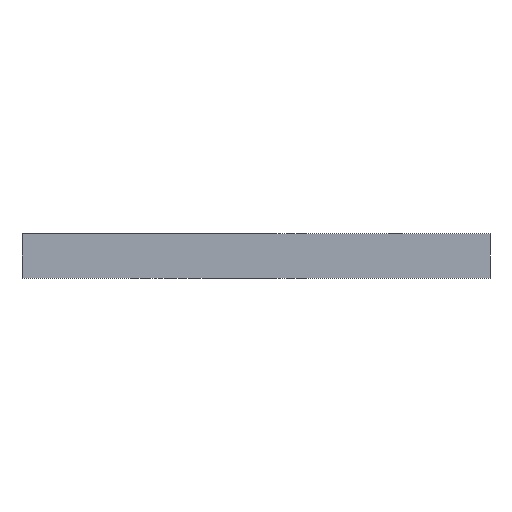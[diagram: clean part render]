
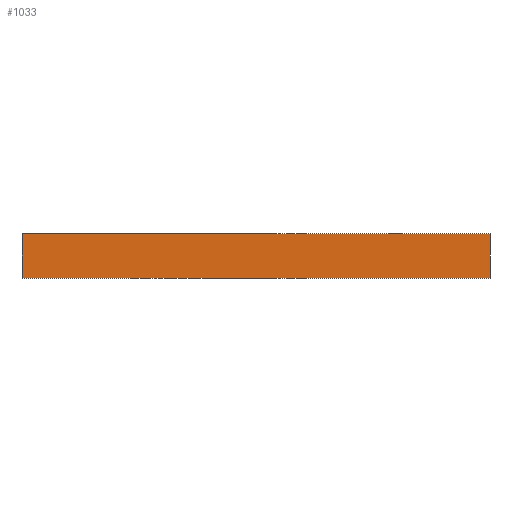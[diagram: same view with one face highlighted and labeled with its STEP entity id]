
A CAD part, left-side view. The second image highlights one B-rep face of the part: STEP entity #1033.
In plain terms, the highlighted planar face has unit normal (-1, 0, 0).
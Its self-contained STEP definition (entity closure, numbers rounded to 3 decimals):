
#52 = VERTEX_POINT ( 'NONE', #699 ) ;
#55 = CARTESIAN_POINT ( 'NONE',  ( -105.375, 0., 0. ) ) ;
#89 = LINE ( 'NONE', #1056, #1120 ) ;
#102 = DIRECTION ( 'NONE',  ( 0., 1., 0. ) ) ;
#178 = DIRECTION ( 'NONE',  ( 0., 0., -1. ) ) ;
#252 = VECTOR ( 'NONE', #178, 1000. ) ;
#263 = VERTEX_POINT ( 'NONE', #540 ) ;
#315 = VECTOR ( 'NONE', #102, 1000. ) ;
#368 = ORIENTED_EDGE ( 'NONE', *, *, #995, .F. ) ;
#389 = VECTOR ( 'NONE', #410, 1000. ) ;
#399 = EDGE_CURVE ( 'NONE', #1172, #890, #89, .T. ) ;
#410 = DIRECTION ( 'NONE',  ( 0., 1., 0. ) ) ;
#511 = AXIS2_PLACEMENT_3D ( 'NONE', #898, #1177, #1001 ) ;
#540 = CARTESIAN_POINT ( 'NONE',  ( -105.375, -40.966, 10. ) ) ;
#556 = LINE ( 'NONE', #1060, #315 ) ;
#601 = ORIENTED_EDGE ( 'NONE', *, *, #1104, .F. ) ;
#699 = CARTESIAN_POINT ( 'NONE',  ( -105.375, -40.966, 0. ) ) ;
#722 = LINE ( 'NONE', #55, #389 ) ;
#806 = ORIENTED_EDGE ( 'NONE', *, *, #869, .T. ) ;
#869 = EDGE_CURVE ( 'NONE', #263, #890, #556, .T. ) ;
#890 = VERTEX_POINT ( 'NONE', #951 ) ;
#898 = CARTESIAN_POINT ( 'NONE',  ( -105.375, 0., 10. ) ) ;
#911 = FACE_OUTER_BOUND ( 'NONE', #1039, .T. ) ;
#926 = ORIENTED_EDGE ( 'NONE', *, *, #399, .F. ) ;
#951 = CARTESIAN_POINT ( 'NONE',  ( -105.375, 64.034, 10. ) ) ;
#995 = EDGE_CURVE ( 'NONE', #263, #52, #1037, .T. ) ;
#1001 = DIRECTION ( 'NONE',  ( 0., -1., 0. ) ) ;
#1031 = CARTESIAN_POINT ( 'NONE',  ( -105.375, 64.034, 0. ) ) ;
#1033 = ADVANCED_FACE ( 'NONE', ( #911 ), #1188, .T. ) ;
#1037 = LINE ( 'NONE', #1044, #252 ) ;
#1039 = EDGE_LOOP ( 'NONE', ( #601, #368, #806, #926 ) ) ;
#1044 = CARTESIAN_POINT ( 'NONE',  ( -105.375, -40.966, 10. ) ) ;
#1049 = DIRECTION ( 'NONE',  ( 0., 0., 1. ) ) ;
#1056 = CARTESIAN_POINT ( 'NONE',  ( -105.375, 64.034, 0. ) ) ;
#1060 = CARTESIAN_POINT ( 'NONE',  ( -105.375, 0., 10. ) ) ;
#1104 = EDGE_CURVE ( 'NONE', #52, #1172, #722, .T. ) ;
#1120 = VECTOR ( 'NONE', #1049, 1000. ) ;
#1172 = VERTEX_POINT ( 'NONE', #1031 ) ;
#1177 = DIRECTION ( 'NONE',  ( -1., 0., 0. ) ) ;
#1188 = PLANE ( 'NONE',  #511 ) ;
